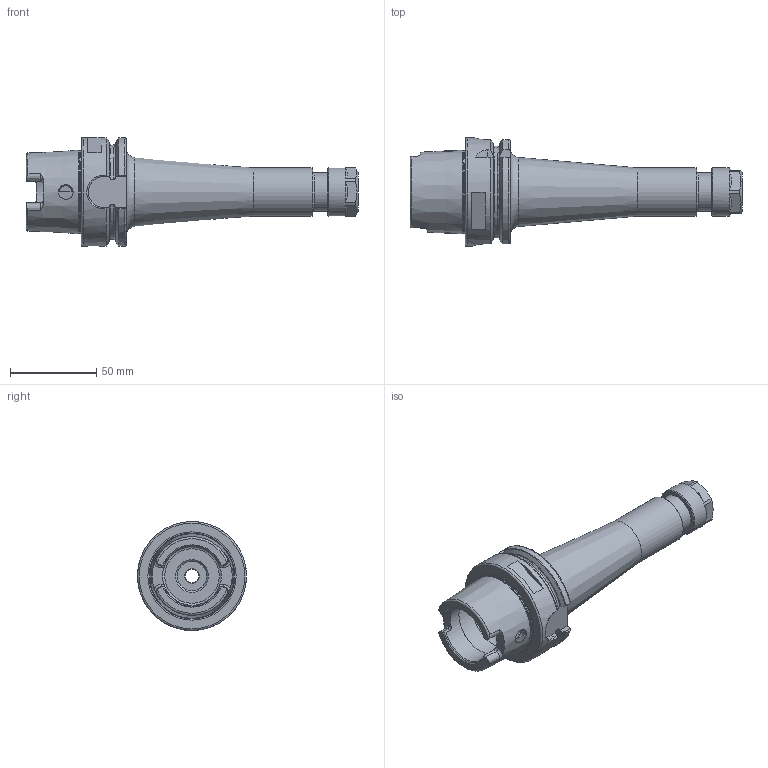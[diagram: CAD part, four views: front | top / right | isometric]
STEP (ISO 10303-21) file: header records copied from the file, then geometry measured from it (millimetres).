
FILE_DESCRIPTION(/* description */ (''),/* implementation_level */ '2;1');
FILE_NAME(/* name */ 'HSK063A-ER16H-160.stp',/* time_stamp */ '2019-05-28T16:23:36-05:00',/* author */ ('ldfli'),/* organization */ (''),/* preprocessor_version */ 'ST-DEVELOPER v18',/* originating_system */ 'Autodesk Inventor LT',/* authorisation */ '');
FILE_SCHEMA (('AUTOMOTIVE_DESIGN { 1 0 10303 214 3 1 1 }'));
Length unit declared in the file: millimetre
Products named in the file (1): HSK063A-ER16H-160
Bounding box: 192 x 63 x 63 mm (x, y, z)
Volume: 172757 mm3; surface area: 40808.6 mm2
Topology: 2 solids, 2 shells, 176 faces, 515 edges, 355 vertices
Faces by surface type: plane 65, cone 37, cylinder 34, torus 27, bspline 13
Full cylindrical faces by diameter (mm): 7.5 x2, 8 x1, 9.728 x1, 10 x1, 11.21 x1, 12.552 x1, 14 x1, 14.64 x1, 17 x1, 18.5 x1, 19 x1, 20.5 x1, 22 x1, 23.56 x1, 28 x2, 34 x2, 40 x1, 48.241 x1, 63 x1
Entity records: 7431 total; most frequent: CARTESIAN_POINT 2808, ORIENTED_EDGE 1034, DIRECTION 924, EDGE_CURVE 517, AXIS2_PLACEMENT_3D 392, VERTEX_POINT 357, CIRCLE 229, EDGE_LOOP 194
